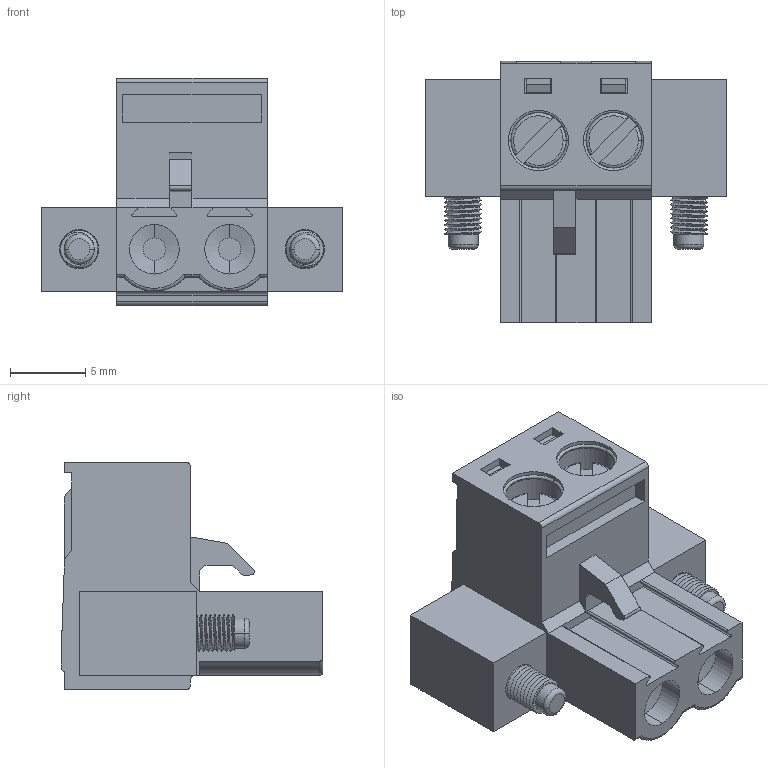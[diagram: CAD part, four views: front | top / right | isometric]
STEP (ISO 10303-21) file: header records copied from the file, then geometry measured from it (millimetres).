
FILE_DESCRIPTION (( 'STEP AP214' ), '1' );
FILE_NAME ('2EDGKM-5.0-02P-14-00AH.STEP', '2021-03-09T20:30:00', ( '' ), ( '' ), 'SwSTEP 2.0', 'SolidWorks 2020', '' );
FILE_SCHEMA (( 'AUTOMOTIVE_DESIGN' ));
Length unit declared in the file: millimetre
Products named in the file (1): 2EDGKM-5.0-02P-14-00AH
Bounding box: 20 x 17.4 x 15.1 mm (x, y, z)
Volume: 1783.1 mm3; surface area: 2165.2 mm2
Topology: 1 solids, 1 shells, 557 faces, 1439 edges, 938 vertices
Faces by surface type: plane 334, bspline 119, cylinder 62, torus 30, cone 12
Entity records: 28536 total; most frequent: CARTESIAN_POINT 11778, ORIENTED_EDGE 2876, DIRECTION 2223, EDGE_CURVE 1438, VECTOR 959, LINE 959, VERTEX_POINT 936, AXIS2_PLACEMENT_3D 632
